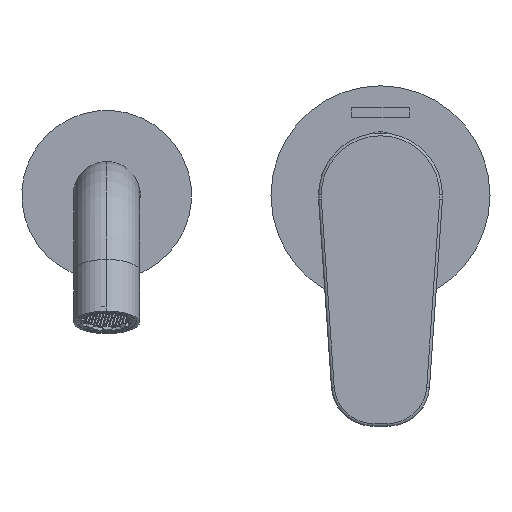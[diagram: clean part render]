
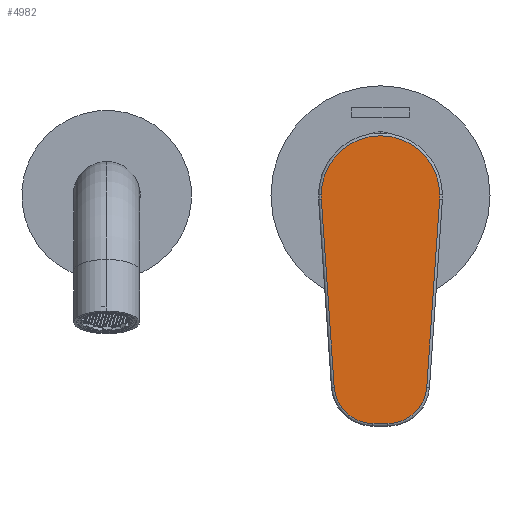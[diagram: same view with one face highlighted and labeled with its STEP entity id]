
A CAD part, top view. The second image highlights one B-rep face of the part: STEP entity #4982.
In plain terms, the highlighted planar face has unit normal (0, 0, 1).
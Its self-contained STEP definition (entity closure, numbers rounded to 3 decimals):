
#190 = ORIENTED_EDGE ( 'NONE', *, *, #26069, .T. ) ;
#216 = CIRCLE ( 'NONE', #36262, 21.629 ) ;
#335 = AXIS2_PLACEMENT_3D ( 'NONE', #26342, #26073, #28874 ) ;
#1670 = VECTOR ( 'NONE', #29503, 1000. ) ;
#2112 = VERTEX_POINT ( 'NONE', #25128 ) ;
#2614 = CARTESIAN_POINT ( 'NONE',  ( 16.902, -70.209, 95.7 ) ) ;
#3333 = EDGE_CURVE ( 'NONE', #4656, #9826, #13256, .T. ) ;
#3750 = EDGE_CURVE ( 'NONE', #9826, #2112, #15926, .T. ) ;
#4656 = VERTEX_POINT ( 'NONE', #2614 ) ;
#4885 = CARTESIAN_POINT ( 'NONE',  ( 2.736, -83.439, 95.7 ) ) ;
#4978 = DIRECTION ( 'NONE',  ( 0.068, 0.998, 0. ) ) ;
#4982 = ADVANCED_FACE ( 'NONE', ( #22330 ), #32922, .T. ) ;
#5140 = DIRECTION ( 'NONE',  ( 1., 0., 0. ) ) ;
#5415 = VECTOR ( 'NONE', #17483, 1000. ) ;
#5701 = LINE ( 'NONE', #18926, #13933 ) ;
#6641 = CARTESIAN_POINT ( 'NONE',  ( 0., -1.549, 95.7 ) ) ;
#6663 = ORIENTED_EDGE ( 'NONE', *, *, #18057, .T. ) ;
#7829 = ORIENTED_EDGE ( 'NONE', *, *, #3333, .T. ) ;
#8431 = EDGE_CURVE ( 'NONE', #12713, #15886, #216, .T. ) ;
#8576 = DIRECTION ( 'NONE',  ( 0., 0., 1. ) ) ;
#8832 = ORIENTED_EDGE ( 'NONE', *, *, #8431, .T. ) ;
#9091 = ORIENTED_EDGE ( 'NONE', *, *, #16032, .T. ) ;
#9341 = DIRECTION ( 'NONE',  ( 1., 0., 0. ) ) ;
#9751 = DIRECTION ( 'NONE',  ( 0., 0., 1. ) ) ;
#9826 = VERTEX_POINT ( 'NONE', #30662 ) ;
#11975 = ORIENTED_EDGE ( 'NONE', *, *, #18862, .T. ) ;
#12046 = AXIS2_PLACEMENT_3D ( 'NONE', #16033, #13236, #36420 ) ;
#12656 = DIRECTION ( 'NONE',  ( 0., 0., 1. ) ) ;
#12713 = VERTEX_POINT ( 'NONE', #28285 ) ;
#12895 = DIRECTION ( 'NONE',  ( 1., 0., 0. ) ) ;
#13236 = DIRECTION ( 'NONE',  ( 0., 0., 1. ) ) ;
#13256 = LINE ( 'NONE', #22859, #31894 ) ;
#13485 = CARTESIAN_POINT ( 'NONE',  ( -21.606, -1.549, 95.7 ) ) ;
#13928 = VERTEX_POINT ( 'NONE', #17652 ) ;
#13933 = VECTOR ( 'NONE', #12895, 1000. ) ;
#15137 = DIRECTION ( 'NONE',  ( 0., 0., 1. ) ) ;
#15485 = CARTESIAN_POINT ( 'NONE',  ( 0., 0., 95.7 ) ) ;
#15886 = VERTEX_POINT ( 'NONE', #30405 ) ;
#15926 = LINE ( 'NONE', #6641, #30517 ) ;
#15985 = EDGE_CURVE ( 'NONE', #19099, #33245, #22227, .T. ) ;
#16032 = EDGE_CURVE ( 'NONE', #16453, #13928, #24961, .T. ) ;
#16033 = CARTESIAN_POINT ( 'NONE',  ( 0., 0., 95.7 ) ) ;
#16453 = VERTEX_POINT ( 'NONE', #30879 ) ;
#17483 = DIRECTION ( 'NONE',  ( 0.068, -0.998, 0. ) ) ;
#17600 = CIRCLE ( 'NONE', #12046, 21.629 ) ;
#17652 = CARTESIAN_POINT ( 'NONE',  ( -2.736, -83.439, 95.7 ) ) ;
#17786 = ORIENTED_EDGE ( 'NONE', *, *, #25890, .T. ) ;
#18057 = EDGE_CURVE ( 'NONE', #2112, #12713, #23868, .T. ) ;
#18205 = CARTESIAN_POINT ( 'NONE',  ( 0., 0., 95.7 ) ) ;
#18862 = EDGE_CURVE ( 'NONE', #13928, #20303, #5701, .T. ) ;
#18926 = CARTESIAN_POINT ( 'NONE',  ( 2.736, -83.439, 95.7 ) ) ;
#19099 = VERTEX_POINT ( 'NONE', #31255 ) ;
#19721 = CARTESIAN_POINT ( 'NONE',  ( 0., 0., 95.7 ) ) ;
#20303 = VERTEX_POINT ( 'NONE', #4885 ) ;
#20631 = DIRECTION ( 'NONE',  ( 1., 0., 0. ) ) ;
#21734 = CIRCLE ( 'NONE', #335, 14.2 ) ;
#22227 = LINE ( 'NONE', #29757, #1670 ) ;
#22330 = FACE_OUTER_BOUND ( 'NONE', #23801, .T. ) ;
#22859 = CARTESIAN_POINT ( 'NONE',  ( 21.611, -1.48, 95.7 ) ) ;
#23801 = EDGE_LOOP ( 'NONE', ( #190, #7829, #37154, #6663, #8832, #17786, #30955, #31882, #9091, #11975 ) ) ;
#23868 = CIRCLE ( 'NONE', #34298, 21.629 ) ;
#24961 = CIRCLE ( 'NONE', #33530, 14.2 ) ;
#25128 = CARTESIAN_POINT ( 'NONE',  ( 21.574, -1.549, 95.7 ) ) ;
#25890 = EDGE_CURVE ( 'NONE', #15886, #19099, #17600, .T. ) ;
#26069 = EDGE_CURVE ( 'NONE', #20303, #4656, #21734, .T. ) ;
#26073 = DIRECTION ( 'NONE',  ( 0., 0., 1. ) ) ;
#26342 = CARTESIAN_POINT ( 'NONE',  ( 2.736, -69.239, 95.7 ) ) ;
#27118 = AXIS2_PLACEMENT_3D ( 'NONE', #15485, #12656, #9341 ) ;
#28285 = CARTESIAN_POINT ( 'NONE',  ( 21.629, 0., 95.7 ) ) ;
#28874 = DIRECTION ( 'NONE',  ( 1., 0., 0. ) ) ;
#29503 = DIRECTION ( 'NONE',  ( -1., 0., 0. ) ) ;
#29757 = CARTESIAN_POINT ( 'NONE',  ( 0., -1.549, 95.7 ) ) ;
#30405 = CARTESIAN_POINT ( 'NONE',  ( -21.629, 0., 95.7 ) ) ;
#30517 = VECTOR ( 'NONE', #32892, 1000. ) ;
#30539 = DIRECTION ( 'NONE',  ( 1., 0., 0. ) ) ;
#30662 = CARTESIAN_POINT ( 'NONE',  ( 21.606, -1.549, 95.7 ) ) ;
#30879 = CARTESIAN_POINT ( 'NONE',  ( -16.902, -70.209, 95.7 ) ) ;
#30955 = ORIENTED_EDGE ( 'NONE', *, *, #15985, .T. ) ;
#31255 = CARTESIAN_POINT ( 'NONE',  ( -21.574, -1.549, 95.7 ) ) ;
#31882 = ORIENTED_EDGE ( 'NONE', *, *, #35396, .T. ) ;
#31894 = VECTOR ( 'NONE', #4978, 1000. ) ;
#31981 = CARTESIAN_POINT ( 'NONE',  ( -16.902, -70.209, 95.7 ) ) ;
#32892 = DIRECTION ( 'NONE',  ( -1., 0., 0. ) ) ;
#32922 = PLANE ( 'NONE',  #27118 ) ;
#33245 = VERTEX_POINT ( 'NONE', #13485 ) ;
#33530 = AXIS2_PLACEMENT_3D ( 'NONE', #34733, #9751, #30539 ) ;
#34298 = AXIS2_PLACEMENT_3D ( 'NONE', #18205, #15137, #20631 ) ;
#34733 = CARTESIAN_POINT ( 'NONE',  ( -2.736, -69.239, 95.7 ) ) ;
#35396 = EDGE_CURVE ( 'NONE', #33245, #16453, #37353, .T. ) ;
#36262 = AXIS2_PLACEMENT_3D ( 'NONE', #19721, #8576, #5140 ) ;
#36420 = DIRECTION ( 'NONE',  ( 1., 0., 0. ) ) ;
#37154 = ORIENTED_EDGE ( 'NONE', *, *, #3750, .T. ) ;
#37353 = LINE ( 'NONE', #31981, #5415 ) ;
